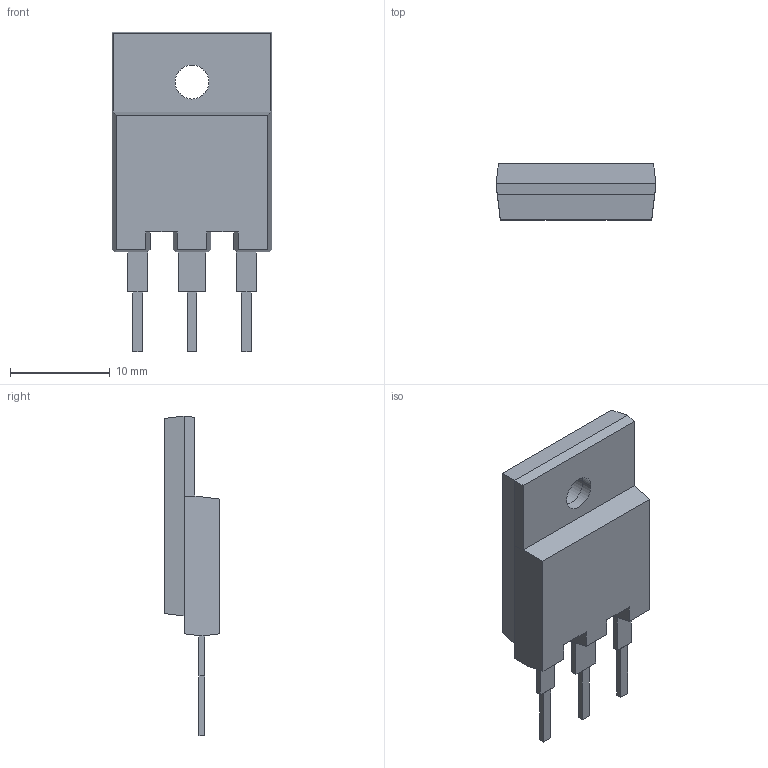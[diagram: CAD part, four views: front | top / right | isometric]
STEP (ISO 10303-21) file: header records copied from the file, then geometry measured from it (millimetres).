
FILE_DESCRIPTION((''),'2;1');
FILE_NAME('NTE_TO-3PML.stp','2011-09-29T14:01:39',(''),(''),'Mechanical Desktop 2011','Mechanical Desktop 2011',', , ');
FILE_SCHEMA(('AUTOMOTIVE_DESIGN { 1 2 10303 214 1 1 1 1 }'));
Length unit declared in the file: millimetre
Products named in the file (1): Product
Bounding box: 16 x 5.6 x 32 mm (x, y, z)
Volume: 1495.8 mm3; surface area: 1850.5 mm2
Topology: 9 solids, 9 shells, 70 faces, 156 edges, 104 vertices
Faces by surface type: plane 66, cylinder 4
Entity records: 1960 total; most frequent: CARTESIAN_POINT 331, ORIENTED_EDGE 312, DIRECTION 306, EDGE_CURVE 156, VECTOR 148, LINE 148, VERTEX_POINT 104, AXIS2_PLACEMENT_3D 79
